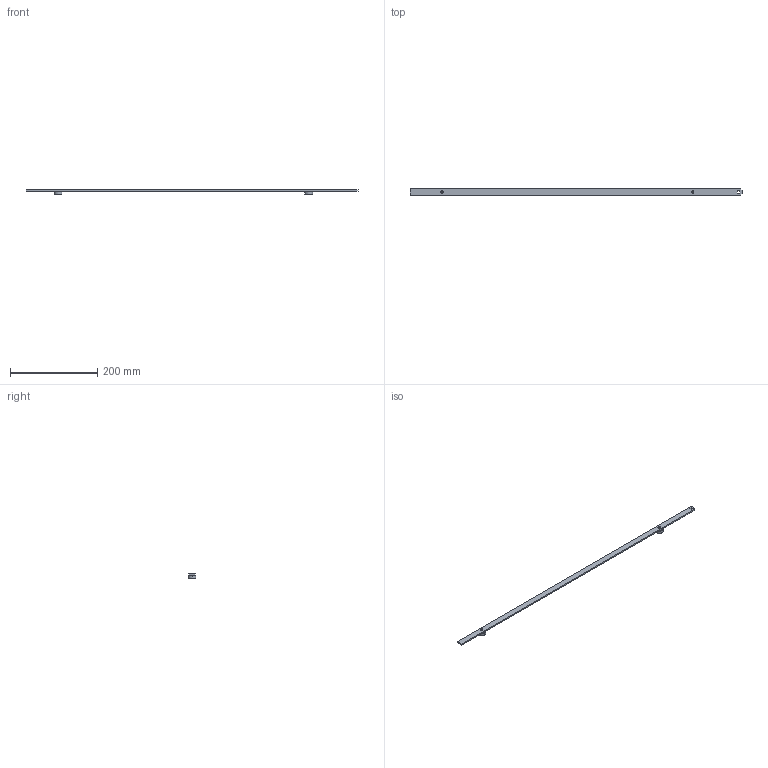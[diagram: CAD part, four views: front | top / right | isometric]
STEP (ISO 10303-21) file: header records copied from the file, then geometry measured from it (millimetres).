
FILE_DESCRIPTION (( 'STEP AP203' ), '1' );
FILE_NAME ('IML01.575.STEP', '2022-08-26T10:00:06', ( '' ), ( '' ), 'SwSTEP 2.0', 'SolidWorks 2021', '' );
FILE_SCHEMA (( 'CONFIG_CONTROL_DESIGN' ));
Length unit declared in the file: millimetre
Products named in the file (1): IML01.575
Bounding box: 761.5 x 17.98 x 12.2 mm (x, y, z)
Surface area: 27859.8 mm2 (no closed solid volume)
Topology: 0 solids, 7 shells, 44 faces, 106 edges, 72 vertices
Faces by surface type: plane 20, cylinder 12, cone 12
Entity records: 1377 total; most frequent: DIRECTION 248, CARTESIAN_POINT 223, ORIENTED_EDGE 188, EDGE_CURVE 106, AXIS2_PLACEMENT_3D 97, VERTEX_POINT 72, EDGE_LOOP 54, LINE 54
